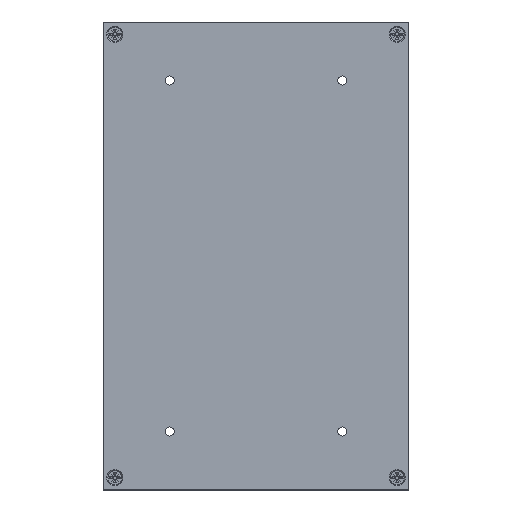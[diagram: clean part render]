
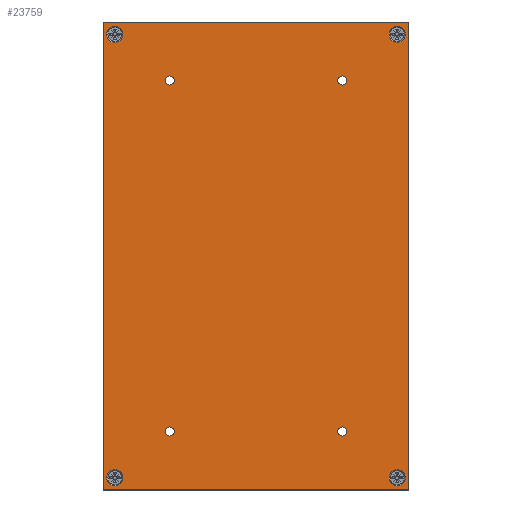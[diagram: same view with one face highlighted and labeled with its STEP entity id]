
A CAD part, front view. The second image highlights one B-rep face of the part: STEP entity #23759.
In plain terms, the highlighted planar face has unit normal (0, -1, 0).
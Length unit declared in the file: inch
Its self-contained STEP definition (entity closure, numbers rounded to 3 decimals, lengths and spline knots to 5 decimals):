
#508 = ORIENTED_EDGE ( 'NONE', *, *, #45203, .T. ) ;
#871 = ORIENTED_EDGE ( 'NONE', *, *, #7432, .T. ) ;
#1024 = DIRECTION ( 'NONE',  ( 0., 1., 0. ) ) ;
#1297 = AXIS2_PLACEMENT_3D ( 'NONE', #61216, #7617, #35104 ) ;
#1684 = LINE ( 'NONE', #38593, #25188 ) ;
#1950 = EDGE_CURVE ( 'NONE', #31170, #31170, #22211, .T. ) ;
#2076 = CARTESIAN_POINT ( 'NONE',  ( 4.19241, -0.31353, 8. ) ) ;
#2346 = CARTESIAN_POINT ( 'NONE',  ( 0.18403, -0.31353, 1. ) ) ;
#2514 = ORIENTED_EDGE ( 'NONE', *, *, #55770, .T. ) ;
#3975 = AXIS2_PLACEMENT_3D ( 'NONE', #51426, #61191, #13497 ) ;
#4565 = VERTEX_POINT ( 'NONE', #10807 ) ;
#4636 = ORIENTED_EDGE ( 'NONE', *, *, #56126, .T. ) ;
#5584 = CARTESIAN_POINT ( 'NONE',  ( 3.99391, -0.31353, 7.79 ) ) ;
#6258 = FACE_BOUND ( 'NONE', #20464, .T. ) ;
#6944 = PLANE ( 'NONE',  #1297 ) ;
#7166 = VECTOR ( 'NONE', #31398, 39.37008 ) ;
#7432 = EDGE_CURVE ( 'NONE', #56853, #56853, #23598, .T. ) ;
#7543 = VERTEX_POINT ( 'NONE', #2346 ) ;
#7617 = DIRECTION ( 'NONE',  ( 0., -1., 0. ) ) ;
#8672 = CARTESIAN_POINT ( 'NONE',  ( 3.99391, -0.31353, 0.21 ) ) ;
#8848 = AXIS2_PLACEMENT_3D ( 'NONE', #66754, #23619, #18726 ) ;
#9373 = DIRECTION ( 'NONE',  ( 1., 0., 0. ) ) ;
#9830 = VERTEX_POINT ( 'NONE', #10005 ) ;
#10005 = CARTESIAN_POINT ( 'NONE',  ( -1.02759, -0.31353, 0. ) ) ;
#10426 = CARTESIAN_POINT ( 'NONE',  ( 4.19241, -0.31353, 0. ) ) ;
#10807 = CARTESIAN_POINT ( 'NONE',  ( 0.18403, -0.31353, 7. ) ) ;
#12165 = FACE_OUTER_BOUND ( 'NONE', #15303, .T. ) ;
#12325 = ORIENTED_EDGE ( 'NONE', *, *, #52797, .T. ) ;
#12562 = VECTOR ( 'NONE', #47679, 39.37008 ) ;
#13497 = DIRECTION ( 'NONE',  ( 1., 0., 0. ) ) ;
#14669 = EDGE_LOOP ( 'NONE', ( #68177 ) ) ;
#14947 = LINE ( 'NONE', #41057, #16129 ) ;
#15246 = EDGE_LOOP ( 'NONE', ( #41125 ) ) ;
#15303 = EDGE_LOOP ( 'NONE', ( #33937, #48374, #2514, #12325 ) ) ;
#16129 = VECTOR ( 'NONE', #52227, 39.37008 ) ;
#16462 = EDGE_CURVE ( 'NONE', #4565, #4565, #24846, .T. ) ;
#16682 = DIRECTION ( 'NONE',  ( 0., 1., 0. ) ) ;
#18141 = EDGE_CURVE ( 'NONE', #33091, #33091, #53751, .T. ) ;
#18250 = AXIS2_PLACEMENT_3D ( 'NONE', #45590, #39090, #66851 ) ;
#18724 = CARTESIAN_POINT ( 'NONE',  ( -0.82908, -0.31353, 0.21 ) ) ;
#18726 = DIRECTION ( 'NONE',  ( 1., 0., 0. ) ) ;
#19306 = CARTESIAN_POINT ( 'NONE',  ( 0.10603, -0.31353, 1. ) ) ;
#20099 = EDGE_LOOP ( 'NONE', ( #508 ) ) ;
#20464 = EDGE_LOOP ( 'NONE', ( #49104 ) ) ;
#20561 = CARTESIAN_POINT ( 'NONE',  ( 4.19241, -0.31353, 8. ) ) ;
#21418 = VERTEX_POINT ( 'NONE', #10426 ) ;
#21831 = AXIS2_PLACEMENT_3D ( 'NONE', #18724, #39992, #34751 ) ;
#22211 = CIRCLE ( 'NONE', #8848, 0.07799 ) ;
#22609 = FACE_BOUND ( 'NONE', #15246, .T. ) ;
#23598 = CIRCLE ( 'NONE', #64720, 0.1378 ) ;
#23619 = DIRECTION ( 'NONE',  ( 0., 1., 0. ) ) ;
#23759 = ADVANCED_FACE ( 'NONE', ( #64735, #54298, #22609, #53946, #37944, #6258, #59856, #54641, #12165 ), #6944, .T. ) ;
#24573 = EDGE_CURVE ( 'NONE', #38220, #29685, #36923, .T. ) ;
#24846 = CIRCLE ( 'NONE', #18250, 0.07799 ) ;
#25188 = VECTOR ( 'NONE', #65368, 39.37008 ) ;
#25810 = LINE ( 'NONE', #36654, #7166 ) ;
#27494 = DIRECTION ( 'NONE',  ( 1., 0., 0. ) ) ;
#28170 = CARTESIAN_POINT ( 'NONE',  ( 3.13678, -0.31353, 1. ) ) ;
#29159 = EDGE_LOOP ( 'NONE', ( #47699 ) ) ;
#29685 = VERTEX_POINT ( 'NONE', #40931 ) ;
#29755 = AXIS2_PLACEMENT_3D ( 'NONE', #19306, #1024, #44107 ) ;
#30506 = AXIS2_PLACEMENT_3D ( 'NONE', #5584, #16682, #27494 ) ;
#31170 = VERTEX_POINT ( 'NONE', #52438 ) ;
#31398 = DIRECTION ( 'NONE',  ( 1., 0., 0. ) ) ;
#33091 = VERTEX_POINT ( 'NONE', #44156 ) ;
#33937 = ORIENTED_EDGE ( 'NONE', *, *, #54202, .T. ) ;
#34000 = CIRCLE ( 'NONE', #3975, 0.07799 ) ;
#34363 = EDGE_CURVE ( 'NONE', #60669, #60669, #36332, .T. ) ;
#34751 = DIRECTION ( 'NONE',  ( 1., 0., 0. ) ) ;
#35104 = DIRECTION ( 'NONE',  ( 0., 0., -1. ) ) ;
#36332 = CIRCLE ( 'NONE', #21831, 0.1378 ) ;
#36654 = CARTESIAN_POINT ( 'NONE',  ( 4.19241, -0.31353, 0. ) ) ;
#36923 = LINE ( 'NONE', #20561, #12562 ) ;
#37944 = FACE_BOUND ( 'NONE', #14669, .T. ) ;
#38220 = VERTEX_POINT ( 'NONE', #2076 ) ;
#38593 = CARTESIAN_POINT ( 'NONE',  ( 4.19241, -0.31353, 0. ) ) ;
#39090 = DIRECTION ( 'NONE',  ( 0., 1., 0. ) ) ;
#39992 = DIRECTION ( 'NONE',  ( 0., 1., 0. ) ) ;
#40931 = CARTESIAN_POINT ( 'NONE',  ( -1.02759, -0.31353, 8. ) ) ;
#41057 = CARTESIAN_POINT ( 'NONE',  ( -1.02759, -0.31353, 0. ) ) ;
#41125 = ORIENTED_EDGE ( 'NONE', *, *, #34363, .T. ) ;
#42420 = VERTEX_POINT ( 'NONE', #28170 ) ;
#42454 = DIRECTION ( 'NONE',  ( 1., 0., 0. ) ) ;
#42508 = EDGE_CURVE ( 'NONE', #58048, #58048, #66077, .T. ) ;
#44099 = EDGE_LOOP ( 'NONE', ( #68749 ) ) ;
#44107 = DIRECTION ( 'NONE',  ( 1., 0., 0. ) ) ;
#44156 = CARTESIAN_POINT ( 'NONE',  ( -0.69129, -0.31353, 7.79 ) ) ;
#44938 = CARTESIAN_POINT ( 'NONE',  ( -0.69129, -0.31353, 0.21 ) ) ;
#45203 = EDGE_CURVE ( 'NONE', #7543, #7543, #50923, .T. ) ;
#45590 = CARTESIAN_POINT ( 'NONE',  ( 0.10603, -0.31353, 7. ) ) ;
#46651 = CARTESIAN_POINT ( 'NONE',  ( -0.82908, -0.31353, 7.79 ) ) ;
#46999 = DIRECTION ( 'NONE',  ( 0., 1., 0. ) ) ;
#47679 = DIRECTION ( 'NONE',  ( -1., 0., 0. ) ) ;
#47699 = ORIENTED_EDGE ( 'NONE', *, *, #18141, .T. ) ;
#48374 = ORIENTED_EDGE ( 'NONE', *, *, #24573, .T. ) ;
#49104 = ORIENTED_EDGE ( 'NONE', *, *, #1950, .T. ) ;
#49283 = AXIS2_PLACEMENT_3D ( 'NONE', #46651, #46999, #42454 ) ;
#50782 = EDGE_LOOP ( 'NONE', ( #871 ) ) ;
#50923 = CIRCLE ( 'NONE', #29755, 0.07799 ) ;
#51426 = CARTESIAN_POINT ( 'NONE',  ( 3.05879, -0.31353, 1. ) ) ;
#52227 = DIRECTION ( 'NONE',  ( 0., 0., -1. ) ) ;
#52438 = CARTESIAN_POINT ( 'NONE',  ( 3.13678, -0.31353, 7. ) ) ;
#52797 = EDGE_CURVE ( 'NONE', #9830, #21418, #25810, .T. ) ;
#53751 = CIRCLE ( 'NONE', #49283, 0.1378 ) ;
#53946 = FACE_BOUND ( 'NONE', #50782, .T. ) ;
#54202 = EDGE_CURVE ( 'NONE', #21418, #38220, #1684, .T. ) ;
#54298 = FACE_BOUND ( 'NONE', #29159, .T. ) ;
#54641 = FACE_BOUND ( 'NONE', #60482, .T. ) ;
#55770 = EDGE_CURVE ( 'NONE', #29685, #9830, #14947, .T. ) ;
#56126 = EDGE_CURVE ( 'NONE', #42420, #42420, #34000, .T. ) ;
#56487 = CARTESIAN_POINT ( 'NONE',  ( 4.1317, -0.31353, 0.21 ) ) ;
#56853 = VERTEX_POINT ( 'NONE', #56487 ) ;
#58048 = VERTEX_POINT ( 'NONE', #63637 ) ;
#59856 = FACE_BOUND ( 'NONE', #20099, .T. ) ;
#60482 = EDGE_LOOP ( 'NONE', ( #4636 ) ) ;
#60669 = VERTEX_POINT ( 'NONE', #44938 ) ;
#61191 = DIRECTION ( 'NONE',  ( 0., 1., 0. ) ) ;
#61216 = CARTESIAN_POINT ( 'NONE',  ( 4.19241, -0.31353, 0. ) ) ;
#62655 = DIRECTION ( 'NONE',  ( 0., 1., 0. ) ) ;
#63637 = CARTESIAN_POINT ( 'NONE',  ( 4.1317, -0.31353, 7.79 ) ) ;
#64720 = AXIS2_PLACEMENT_3D ( 'NONE', #8672, #62655, #9373 ) ;
#64735 = FACE_BOUND ( 'NONE', #44099, .T. ) ;
#65368 = DIRECTION ( 'NONE',  ( 0., 0., 1. ) ) ;
#66077 = CIRCLE ( 'NONE', #30506, 0.1378 ) ;
#66754 = CARTESIAN_POINT ( 'NONE',  ( 3.05879, -0.31353, 7. ) ) ;
#66851 = DIRECTION ( 'NONE',  ( 1., 0., 0. ) ) ;
#68177 = ORIENTED_EDGE ( 'NONE', *, *, #16462, .T. ) ;
#68749 = ORIENTED_EDGE ( 'NONE', *, *, #42508, .T. ) ;
